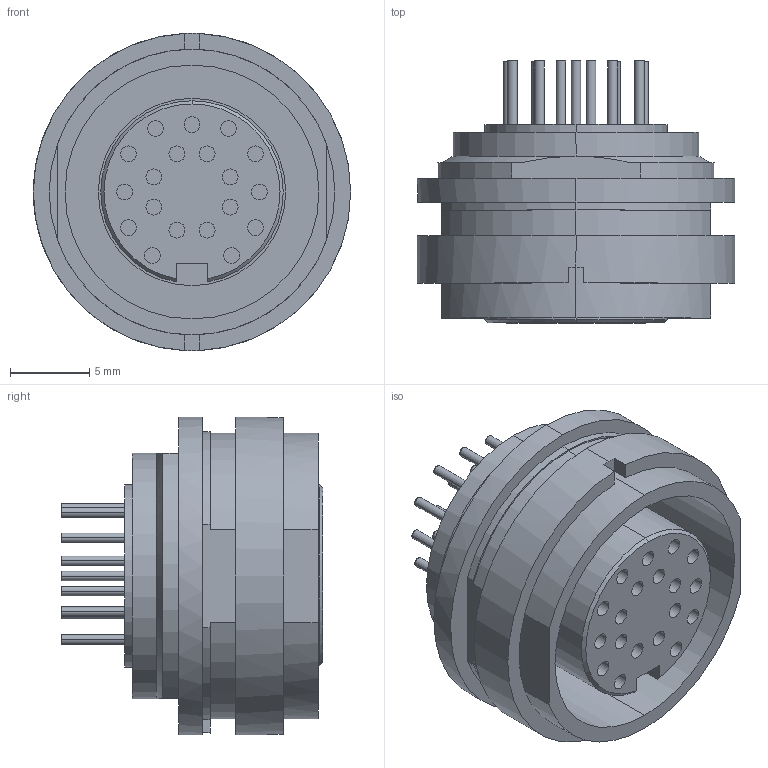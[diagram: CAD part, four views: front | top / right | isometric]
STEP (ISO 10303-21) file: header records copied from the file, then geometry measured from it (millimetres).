
FILE_DESCRIPTION((''),'2;1');
FILE_NAME('09-0336-90-19.stp','2005-04-25T09:01:34',('generator'),(''),'Autodesk Inventor 7','Autodesk Inventor 7','');
FILE_SCHEMA(('AUTOMOTIVE_DESIGN { 1 0 10303 214 1 1 1 1 }'));
Length unit declared in the file: millimetre
Products named in the file (1): 09-0336-90-19
Bounding box: 20 x 16.5 x 20 mm (x, y, z)
Volume: 2220.9 mm3; surface area: 2994.4 mm2
Topology: 1 solids, 1 shells, 242 faces, 522 edges, 344 vertices
Faces by surface type: cylinder 149, plane 89, cone 4
Entity records: 6746 total; most frequent: DIRECTION 1313, CARTESIAN_POINT 1121, ORIENTED_EDGE 1044, AXIS2_PLACEMENT_3D 554, EDGE_CURVE 522, VERTEX_POINT 344, CIRCLE 311, EDGE_LOOP 308
